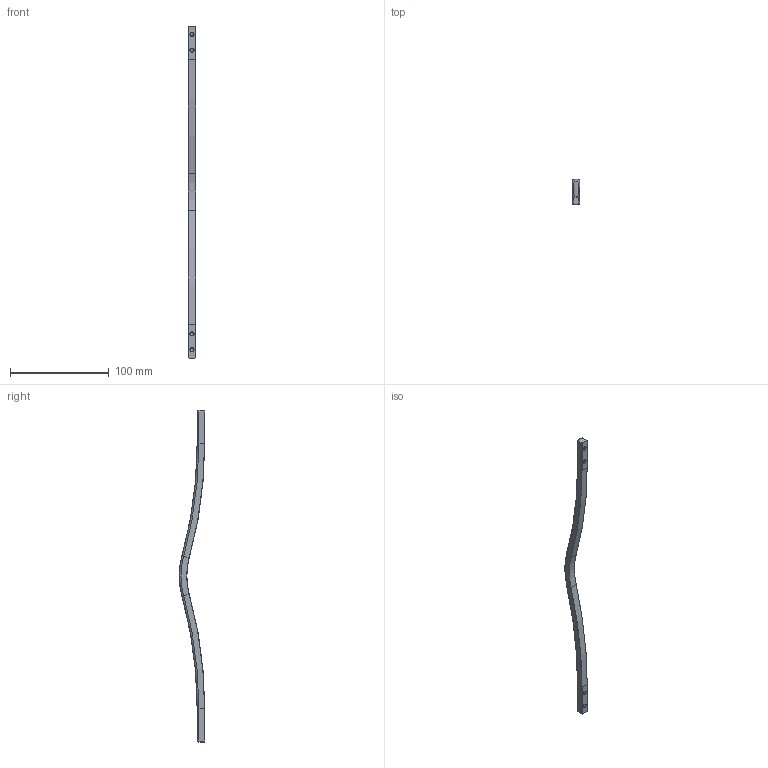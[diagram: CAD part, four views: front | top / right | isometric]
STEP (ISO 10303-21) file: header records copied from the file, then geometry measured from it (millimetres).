
FILE_DESCRIPTION(/* description */ (''),/* implementation_level */ '2;1');
FILE_NAME(/* name */ 'UZ-VITO-288.stp',/* time_stamp */ '2023-08-25T15:21:40+02:00',/* author */ ('tomaszw'),/* organization */ (''),/* preprocessor_version */ 'ST-DEVELOPER v19.2',/* originating_system */ 'Autodesk Inventor 2023',/* authorisation */ '');
FILE_SCHEMA (('AUTOMOTIVE_DESIGN { 1 0 10303 214 3 1 1 }'));
Length unit declared in the file: millimetre
Products named in the file (1): Part6
Bounding box: 7.78 x 26 x 337 mm (x, y, z)
Volume: 18776.1 mm3; surface area: 10088.7 mm2
Topology: 1 solids, 1 shells, 64 faces, 144 edges, 86 vertices
Faces by surface type: cylinder 21, torus 17, cone 14, plane 8, bspline 4
Full cylindrical faces by diameter (mm): 3.242 x4
Entity records: 1844 total; most frequent: CARTESIAN_POINT 349, DIRECTION 340, ORIENTED_EDGE 276, AXIS2_PLACEMENT_3D 145, EDGE_CURVE 138, CIRCLE 80, VERTEX_POINT 80, EDGE_LOOP 68
